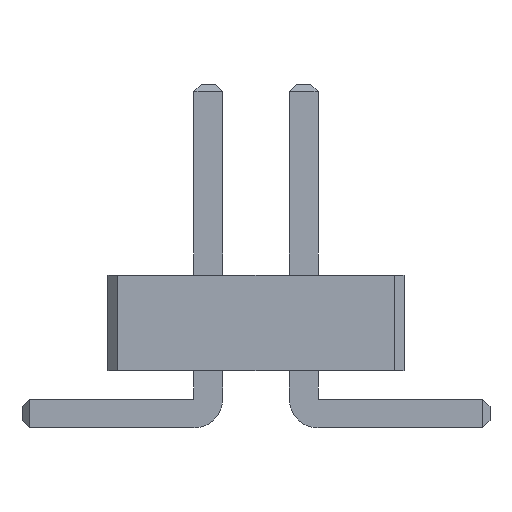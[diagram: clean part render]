
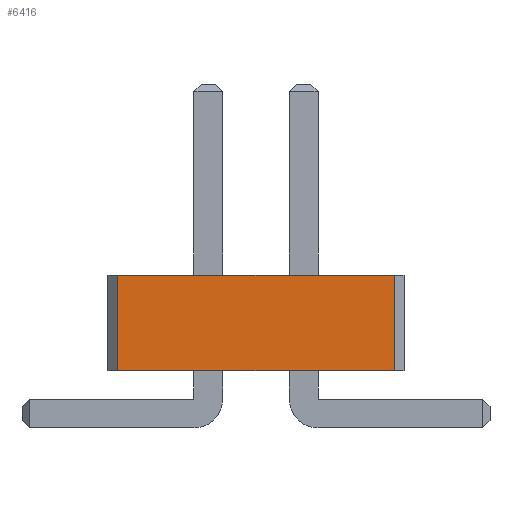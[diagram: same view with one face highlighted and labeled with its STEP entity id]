
A CAD part, front view. The second image highlights one B-rep face of the part: STEP entity #6416.
In plain terms, the highlighted planar face has unit normal (0, -1, 0).
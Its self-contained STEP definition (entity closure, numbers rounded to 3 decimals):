
#574 = VERTEX_POINT('',#575);
#575 = CARTESIAN_POINT('',(1.45,-9.5,0.6));
#581 = EDGE_CURVE('',#582,#574,#584,.T.);
#582 = VERTEX_POINT('',#583);
#583 = CARTESIAN_POINT('',(-1.45,-9.5,0.6));
#584 = LINE('',#585,#586);
#585 = CARTESIAN_POINT('',(-1.45,-9.5,0.6));
#586 = VECTOR('',#587,1.);
#587 = DIRECTION('',(1.,0.,0.));
#2779 = VERTEX_POINT('',#2780);
#2780 = CARTESIAN_POINT('',(1.45,-9.5,1.6));
#2786 = EDGE_CURVE('',#2787,#2779,#2789,.T.);
#2787 = VERTEX_POINT('',#2788);
#2788 = CARTESIAN_POINT('',(-1.45,-9.5,1.6));
#2789 = LINE('',#2790,#2791);
#2790 = CARTESIAN_POINT('',(-1.45,-9.5,1.6));
#2791 = VECTOR('',#2792,1.);
#2792 = DIRECTION('',(1.,0.,0.));
#6388 = EDGE_CURVE('',#582,#2787,#6389,.T.);
#6389 = LINE('',#6390,#6391);
#6390 = CARTESIAN_POINT('',(-1.45,-9.5,0.6));
#6391 = VECTOR('',#6392,1.);
#6392 = DIRECTION('',(0.,0.,1.));
#6416 = ADVANCED_FACE('',(#6417),#6428,.F.);
#6417 = FACE_BOUND('',#6418,.F.);
#6418 = EDGE_LOOP('',(#6419,#6420,#6421,#6427));
#6419 = ORIENTED_EDGE('',*,*,#6388,.T.);
#6420 = ORIENTED_EDGE('',*,*,#2786,.T.);
#6421 = ORIENTED_EDGE('',*,*,#6422,.F.);
#6422 = EDGE_CURVE('',#574,#2779,#6423,.T.);
#6423 = LINE('',#6424,#6425);
#6424 = CARTESIAN_POINT('',(1.45,-9.5,0.6));
#6425 = VECTOR('',#6426,1.);
#6426 = DIRECTION('',(0.,0.,1.));
#6427 = ORIENTED_EDGE('',*,*,#581,.F.);
#6428 = PLANE('',#6429);
#6429 = AXIS2_PLACEMENT_3D('',#6430,#6431,#6432);
#6430 = CARTESIAN_POINT('',(-1.45,-9.5,0.6));
#6431 = DIRECTION('',(0.,1.,0.));
#6432 = DIRECTION('',(1.,0.,0.));
